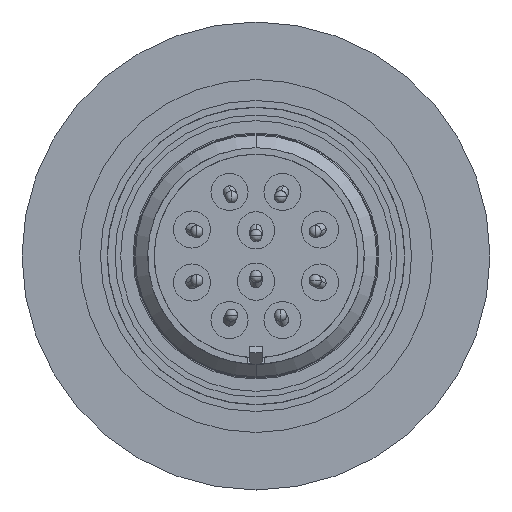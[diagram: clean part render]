
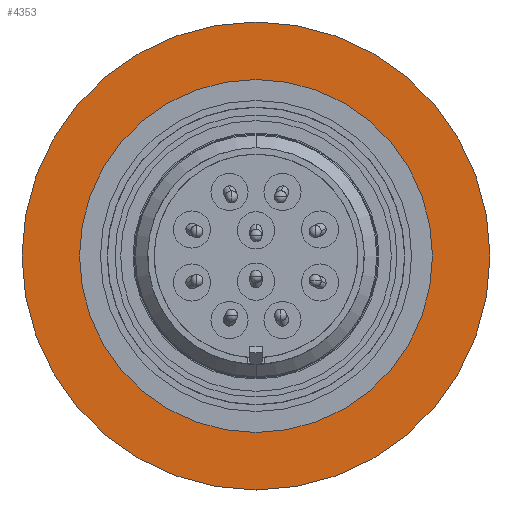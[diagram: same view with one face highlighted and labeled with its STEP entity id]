
A CAD part, front view. The second image highlights one B-rep face of the part: STEP entity #4353.
In plain terms, the highlighted planar face has unit normal (0, -1, 0).
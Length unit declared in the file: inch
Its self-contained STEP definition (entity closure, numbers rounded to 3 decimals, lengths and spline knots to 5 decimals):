
#1302 = AXIS2_PLACEMENT_3D ( 'NONE', #13665, #18914, #8310 ) ;
#2064 = ORIENTED_EDGE ( 'NONE', *, *, #20406, .T. ) ;
#2186 = DIRECTION ( 'NONE',  ( 0., 0., 1. ) ) ;
#3310 = EDGE_CURVE ( 'NONE', #16946, #7390, #5999, .T. ) ;
#4353 = ADVANCED_FACE ( 'NONE', ( #20490, #9654 ), #11992, .T. ) ;
#5430 = CARTESIAN_POINT ( 'NONE',  ( 0., 2.36365, 0. ) ) ;
#5999 = CIRCLE ( 'NONE', #19590, 1.08053 ) ;
#6162 = AXIS2_PLACEMENT_3D ( 'NONE', #7880, #7801, #18571 ) ;
#6398 = DIRECTION ( 'NONE',  ( 0., -1., 0. ) ) ;
#7390 = VERTEX_POINT ( 'NONE', #15104 ) ;
#7614 = AXIS2_PLACEMENT_3D ( 'NONE', #19753, #19832, #2186 ) ;
#7801 = DIRECTION ( 'NONE',  ( 0., 1., 0. ) ) ;
#7865 = CARTESIAN_POINT ( 'NONE',  ( 0., 2.36365, 0.815 ) ) ;
#7880 = CARTESIAN_POINT ( 'NONE',  ( 0., 2.36365, 0. ) ) ;
#8253 = EDGE_LOOP ( 'NONE', ( #11858, #10539 ) ) ;
#8305 = ORIENTED_EDGE ( 'NONE', *, *, #3310, .T. ) ;
#8310 = DIRECTION ( 'NONE',  ( 0., 0., -1. ) ) ;
#9654 = FACE_BOUND ( 'NONE', #8253, .T. ) ;
#10539 = ORIENTED_EDGE ( 'NONE', *, *, #19864, .T. ) ;
#10584 = CARTESIAN_POINT ( 'NONE',  ( 0., 2.36365, -0.815 ) ) ;
#11858 = ORIENTED_EDGE ( 'NONE', *, *, #19518, .T. ) ;
#11992 = PLANE ( 'NONE',  #1302 ) ;
#12253 = CIRCLE ( 'NONE', #7614, 0.815 ) ;
#12378 = AXIS2_PLACEMENT_3D ( 'NONE', #5430, #14449, #14366 ) ;
#13665 = CARTESIAN_POINT ( 'NONE',  ( 0., 2.36365, 0. ) ) ;
#14114 = CIRCLE ( 'NONE', #12378, 1.08053 ) ;
#14240 = VERTEX_POINT ( 'NONE', #10584 ) ;
#14366 = DIRECTION ( 'NONE',  ( 0., 0., 1. ) ) ;
#14449 = DIRECTION ( 'NONE',  ( 0., -1., 0. ) ) ;
#14932 = DIRECTION ( 'NONE',  ( 0., 0., 1. ) ) ;
#15104 = CARTESIAN_POINT ( 'NONE',  ( 0., 2.36365, -1.08053 ) ) ;
#15936 = CARTESIAN_POINT ( 'NONE',  ( 0., 2.36365, 1.08053 ) ) ;
#16946 = VERTEX_POINT ( 'NONE', #15936 ) ;
#17710 = EDGE_LOOP ( 'NONE', ( #8305, #2064 ) ) ;
#18334 = CIRCLE ( 'NONE', #6162, 0.815 ) ;
#18571 = DIRECTION ( 'NONE',  ( 0., 0., 1. ) ) ;
#18914 = DIRECTION ( 'NONE',  ( 0., -1., 0. ) ) ;
#19518 = EDGE_CURVE ( 'NONE', #20987, #14240, #18334, .T. ) ;
#19590 = AXIS2_PLACEMENT_3D ( 'NONE', #22091, #6398, #14932 ) ;
#19753 = CARTESIAN_POINT ( 'NONE',  ( 0., 2.36365, 0. ) ) ;
#19832 = DIRECTION ( 'NONE',  ( 0., 1., 0. ) ) ;
#19864 = EDGE_CURVE ( 'NONE', #14240, #20987, #12253, .T. ) ;
#20406 = EDGE_CURVE ( 'NONE', #7390, #16946, #14114, .T. ) ;
#20490 = FACE_OUTER_BOUND ( 'NONE', #17710, .T. ) ;
#20987 = VERTEX_POINT ( 'NONE', #7865 ) ;
#22091 = CARTESIAN_POINT ( 'NONE',  ( 0., 2.36365, 0. ) ) ;
